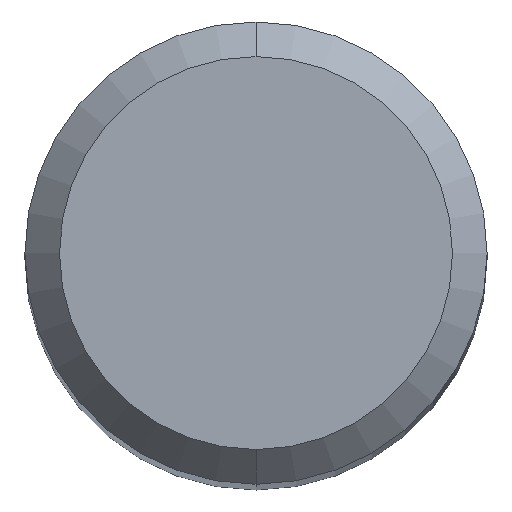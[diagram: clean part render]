
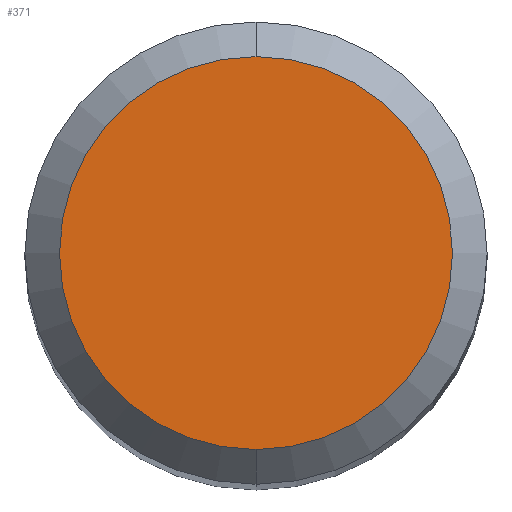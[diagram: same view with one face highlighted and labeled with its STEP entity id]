
A CAD part, top view. The second image highlights one B-rep face of the part: STEP entity #371.
In plain terms, the highlighted planar face has unit normal (0, 0, 1).
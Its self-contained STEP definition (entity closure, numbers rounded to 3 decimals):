
#181=EDGE_CURVE('',#439,#217,#488,.T.);
#217=VERTEX_POINT('',#529);
#229=EDGE_CURVE('',#217,#439,#542,.T.);
#371=ADVANCED_FACE('',(#701),#702,.T.);
#439=VERTEX_POINT('',#776);
#488=CIRCLE('',#821,1.7);
#529=CARTESIAN_POINT('',(0.,-1.7,0.));
#542=CIRCLE('',#932,1.7);
#701=FACE_OUTER_BOUND('',#1239,.T.);
#702=PLANE('',#1240);
#776=CARTESIAN_POINT('',(0.0,1.7,0.));
#821=AXIS2_PLACEMENT_3D('',#1449,#1450,#1451);
#932=AXIS2_PLACEMENT_3D('',#1519,#1520,#1521);
#1239=EDGE_LOOP('',(#1722,#1723));
#1240=AXIS2_PLACEMENT_3D('',#1724,#1725,#1726);
#1449=CARTESIAN_POINT('',(0.0,0.0,0.));
#1450=DIRECTION('',(0.0,0.0,-1.0));
#1451=DIRECTION('',(0.0,1.0,0.0));
#1519=CARTESIAN_POINT('',(0.0,0.0,0.));
#1520=DIRECTION('',(0.0,0.0,-1.0));
#1521=DIRECTION('',(0.0,1.0,0.0));
#1722=ORIENTED_EDGE('',*,*,#181,.F.);
#1723=ORIENTED_EDGE('',*,*,#229,.F.);
#1724=CARTESIAN_POINT('',(0.0,0.85,0.));
#1725=DIRECTION('',(-0.0,0.0,1.0));
#1726=DIRECTION('',(0.0,-1.0,0.0));
